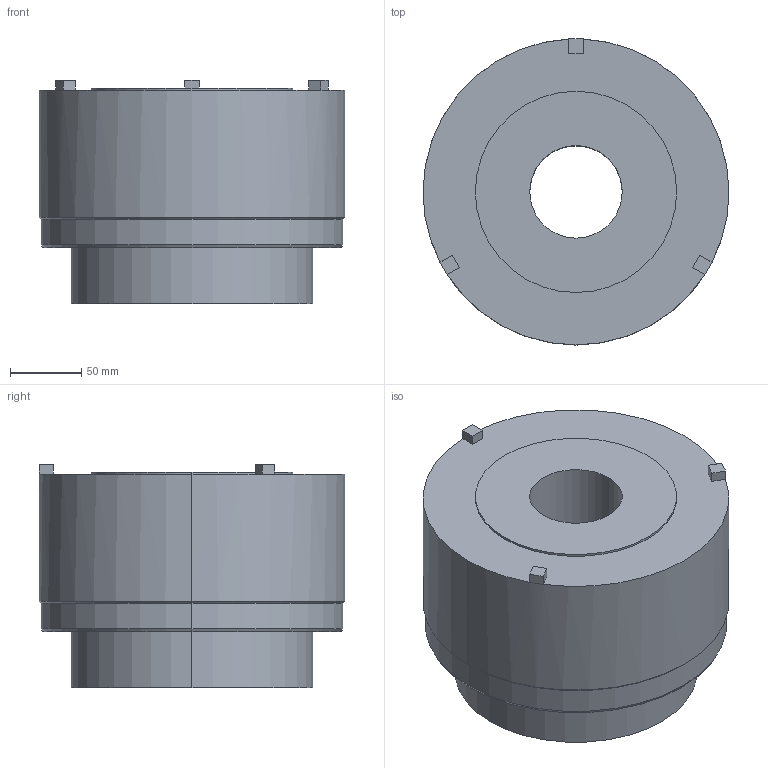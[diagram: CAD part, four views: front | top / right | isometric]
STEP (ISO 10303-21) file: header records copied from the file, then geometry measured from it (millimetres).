
FILE_DESCRIPTION (( 'STEP AP203' ), '1' );
FILE_NAME ('MANDRIN 2.STEP', '2019-11-14T17:47:20', ( '' ), ( '' ), 'SwSTEP 2.0', 'SolidWorks 2019', '' );
FILE_SCHEMA (( 'CONFIG_CONTROL_DESIGN' ));
Length unit declared in the file: millimetre
Products named in the file (1): MANDRIN 2
Bounding box: 215 x 215 x 157 mm (x, y, z)
Volume: 4411150.5 mm3; surface area: 192815.4 mm2
Topology: 1 solids, 1 shells, 39 faces, 90 edges, 55 vertices
Faces by surface type: plane 25, cylinder 10, cone 4
Entity records: 1176 total; most frequent: DIRECTION 201, CARTESIAN_POINT 185, ORIENTED_EDGE 180, EDGE_CURVE 90, AXIS2_PLACEMENT_3D 71, LINE 59, VECTOR 59, VERTEX_POINT 55
